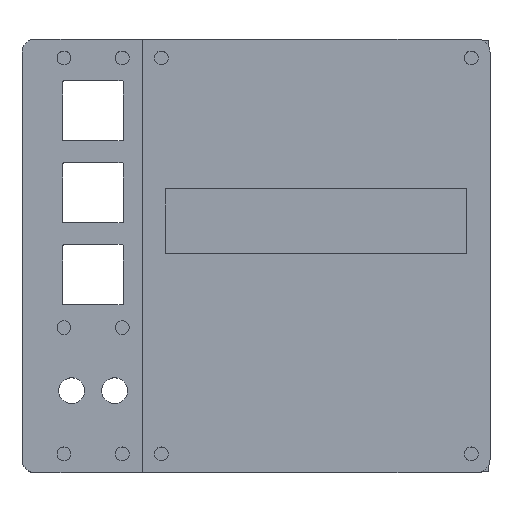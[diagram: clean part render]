
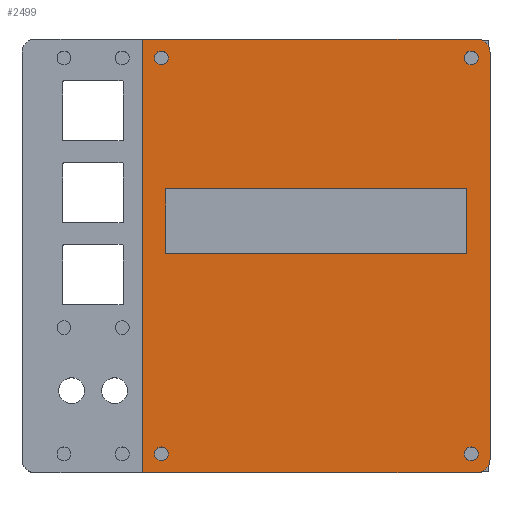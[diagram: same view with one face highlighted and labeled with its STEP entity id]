
A CAD part, top view. The second image highlights one B-rep face of the part: STEP entity #2499.
In plain terms, the highlighted planar face has unit normal (0, 0, 1).
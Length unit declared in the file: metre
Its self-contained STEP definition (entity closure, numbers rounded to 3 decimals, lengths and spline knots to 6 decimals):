
#73=CIRCLE('',#2761,0.003);
#75=CIRCLE('',#2765,0.003);
#76=CIRCLE('',#2768,0.0016);
#78=CIRCLE('',#2771,0.0016);
#80=CIRCLE('',#2774,0.0016);
#82=CIRCLE('',#2777,0.0016);
#582=ORIENTED_EDGE('',*,*,#1042,.F.);
#583=ORIENTED_EDGE('',*,*,#1046,.T.);
#584=ORIENTED_EDGE('',*,*,#1049,.F.);
#585=ORIENTED_EDGE('',*,*,#1052,.T.);
#586=ORIENTED_EDGE('',*,*,#1055,.T.);
#587=ORIENTED_EDGE('',*,*,#1065,.F.);
#588=ORIENTED_EDGE('',*,*,#1062,.F.);
#589=ORIENTED_EDGE('',*,*,#1060,.F.);
#590=ORIENTED_EDGE('',*,*,#1058,.F.);
#591=ORIENTED_EDGE('',*,*,#1056,.F.);
#592=ORIENTED_EDGE('',*,*,#1032,.T.);
#593=ORIENTED_EDGE('',*,*,#1036,.T.);
#594=ORIENTED_EDGE('',*,*,#1039,.F.);
#595=ORIENTED_EDGE('',*,*,#1067,.F.);
#1032=EDGE_CURVE('',#1317,#1316,#1540,.T.);
#1036=EDGE_CURVE('',#1316,#1319,#1544,.T.);
#1039=EDGE_CURVE('',#1321,#1319,#1547,.T.);
#1042=EDGE_CURVE('',#1324,#1325,#1550,.T.);
#1046=EDGE_CURVE('',#1324,#1327,#73,.T.);
#1049=EDGE_CURVE('',#1329,#1327,#1555,.T.);
#1052=EDGE_CURVE('',#1329,#1331,#75,.T.);
#1055=EDGE_CURVE('',#1331,#1333,#1559,.T.);
#1056=EDGE_CURVE('',#1334,#1334,#76,.T.);
#1058=EDGE_CURVE('',#1336,#1336,#78,.T.);
#1060=EDGE_CURVE('',#1338,#1338,#80,.T.);
#1062=EDGE_CURVE('',#1340,#1340,#82,.T.);
#1065=EDGE_CURVE('',#1325,#1333,#1561,.T.);
#1067=EDGE_CURVE('',#1317,#1321,#1563,.T.);
#1316=VERTEX_POINT('',#4019);
#1317=VERTEX_POINT('',#4021);
#1319=VERTEX_POINT('',#4027);
#1321=VERTEX_POINT('',#4033);
#1324=VERTEX_POINT('',#4040);
#1325=VERTEX_POINT('',#4042);
#1327=VERTEX_POINT('',#4048);
#1329=VERTEX_POINT('',#4054);
#1331=VERTEX_POINT('',#4060);
#1333=VERTEX_POINT('',#4066);
#1334=VERTEX_POINT('',#4070);
#1336=VERTEX_POINT('',#4075);
#1338=VERTEX_POINT('',#4080);
#1340=VERTEX_POINT('',#4085);
#1540=LINE('',#4020,#1740);
#1544=LINE('',#4028,#1744);
#1547=LINE('',#4034,#1747);
#1550=LINE('',#4041,#1750);
#1555=LINE('',#4055,#1755);
#1559=LINE('',#4067,#1759);
#1561=LINE('',#4090,#1761);
#1563=LINE('',#4093,#1763);
#1740=VECTOR('',#3279,1.);
#1744=VECTOR('',#3285,1.);
#1747=VECTOR('',#3290,1.);
#1750=VECTOR('',#3295,1.);
#1755=VECTOR('',#3308,1.);
#1759=VECTOR('',#3320,1.);
#1761=VECTOR('',#3348,1.);
#1763=VECTOR('',#3352,1.);
#1970=EDGE_LOOP('',(#582,#583,#584,#585,#586,#587));
#1971=EDGE_LOOP('',(#588));
#1972=EDGE_LOOP('',(#589));
#1973=EDGE_LOOP('',(#590));
#1974=EDGE_LOOP('',(#591));
#1975=EDGE_LOOP('',(#592,#593,#594,#595));
#2214=FACE_BOUND('',#1970,.T.);
#2215=FACE_BOUND('',#1971,.T.);
#2216=FACE_BOUND('',#1972,.T.);
#2217=FACE_BOUND('',#1973,.T.);
#2218=FACE_BOUND('',#1974,.T.);
#2219=FACE_BOUND('',#1975,.T.);
#2379=PLANE('',#2781);
#2499=ADVANCED_FACE('',(#2214,#2215,#2216,#2217,#2218,#2219),#2379,.T.);
#2761=AXIS2_PLACEMENT_3D('',#4049,#3302,#3303);
#2765=AXIS2_PLACEMENT_3D('',#4061,#3314,#3315);
#2768=AXIS2_PLACEMENT_3D('',#4069,#3323,#3324);
#2771=AXIS2_PLACEMENT_3D('',#4074,#3329,#3330);
#2774=AXIS2_PLACEMENT_3D('',#4079,#3335,#3336);
#2777=AXIS2_PLACEMENT_3D('',#4084,#3341,#3342);
#2781=AXIS2_PLACEMENT_3D('',#4094,#3353,#3354);
#3279=DIRECTION('',(1.,0.,0.));
#3285=DIRECTION('',(0.,-1.,0.));
#3290=DIRECTION('',(1.,0.,0.));
#3295=DIRECTION('',(-1.,0.,0.));
#3302=DIRECTION('',(0.,0.,1.));
#3303=DIRECTION('',(1.,0.,0.));
#3308=DIRECTION('',(0.,-1.,0.));
#3314=DIRECTION('',(0.,0.,1.));
#3315=DIRECTION('',(1.,0.,0.));
#3320=DIRECTION('',(-1.,0.,0.));
#3323=DIRECTION('',(0.,0.,1.));
#3324=DIRECTION('',(1.,0.,0.));
#3329=DIRECTION('',(0.,0.,1.));
#3330=DIRECTION('',(1.,0.,0.));
#3335=DIRECTION('',(0.,0.,1.));
#3336=DIRECTION('',(1.,0.,0.));
#3341=DIRECTION('',(0.,0.,1.));
#3342=DIRECTION('',(1.,0.,0.));
#3348=DIRECTION('',(0.,1.,0.));
#3352=DIRECTION('',(0.,-1.,0.));
#3353=DIRECTION('',(0.,0.,1.));
#3354=DIRECTION('',(1.,0.,0.));
#4019=CARTESIAN_POINT('',(0.035,0.015575,0.0146));
#4020=CARTESIAN_POINT('',(0.,0.015575,0.0146));
#4021=CARTESIAN_POINT('',(-0.035,0.015575,0.0146));
#4027=CARTESIAN_POINT('',(0.035,0.000575,0.0146));
#4028=CARTESIAN_POINT('',(0.035,0.008075,0.0146));
#4033=CARTESIAN_POINT('',(-0.035,0.000575,0.0146));
#4034=CARTESIAN_POINT('',(0.,0.000575,0.0146));
#4040=CARTESIAN_POINT('',(0.03735,-0.05035,0.0146));
#4041=CARTESIAN_POINT('',(0.018675,-0.05035,0.0146));
#4042=CARTESIAN_POINT('',(-0.04035,-0.05035,0.0146));
#4048=CARTESIAN_POINT('',(0.04035,-0.04735,0.0146));
#4049=CARTESIAN_POINT('',(0.03735,-0.04735,0.0146));
#4054=CARTESIAN_POINT('',(0.04035,0.04735,0.0146));
#4055=CARTESIAN_POINT('',(0.04035,-0.046675,0.0146));
#4060=CARTESIAN_POINT('',(0.03735,0.05035,0.0146));
#4061=CARTESIAN_POINT('',(0.03735,0.04735,0.0146));
#4066=CARTESIAN_POINT('',(-0.04035,0.05035,0.0146));
#4067=CARTESIAN_POINT('',(0.018675,0.05035,0.0146));
#4069=CARTESIAN_POINT('',(-0.036,0.046,0.0146));
#4070=CARTESIAN_POINT('',(-0.0344,0.046,0.0146));
#4074=CARTESIAN_POINT('',(0.036,0.046,0.0146));
#4075=CARTESIAN_POINT('',(0.0376,0.046,0.0146));
#4079=CARTESIAN_POINT('',(0.036,-0.046,0.0146));
#4080=CARTESIAN_POINT('',(0.0376,-0.046,0.0146));
#4084=CARTESIAN_POINT('',(-0.036,-0.046,0.0146));
#4085=CARTESIAN_POINT('',(-0.0344,-0.046,0.0146));
#4090=CARTESIAN_POINT('',(-0.04035,0.048175,0.0146));
#4093=CARTESIAN_POINT('',(-0.035,0.008075,0.0146));
#4094=CARTESIAN_POINT('',(0.,0.,0.0146));
